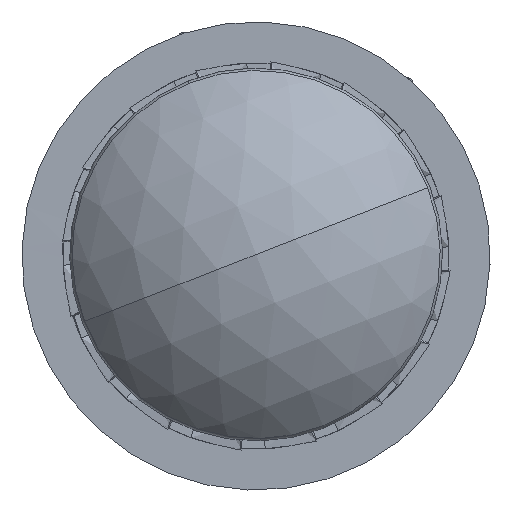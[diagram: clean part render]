
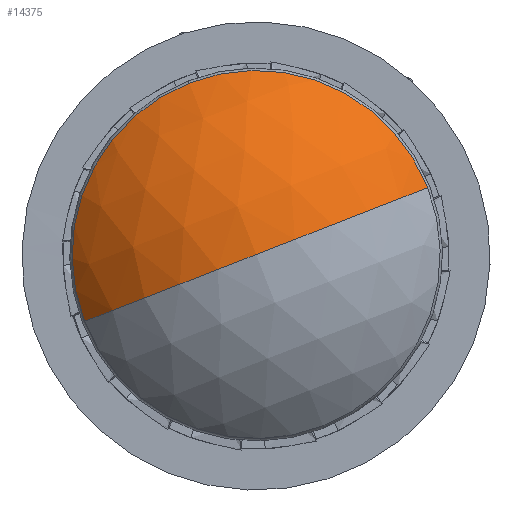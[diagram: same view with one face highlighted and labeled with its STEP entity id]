
A CAD part, front view. The second image highlights one B-rep face of the part: STEP entity #14375.
In plain terms, the highlighted spherical face has radius 5.715 mm.
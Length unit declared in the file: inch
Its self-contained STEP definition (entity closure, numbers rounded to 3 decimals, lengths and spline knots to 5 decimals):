
#1077 = AXIS2_PLACEMENT_3D ( 'NONE', #3544, #12059, #4776 ) ;
#1098 = EDGE_CURVE ( 'NONE', #8165, #3408, #12373, .T. ) ;
#1211 = ORIENTED_EDGE ( 'NONE', *, *, #5541, .F. ) ;
#2525 = VERTEX_POINT ( 'NONE', #12531 ) ;
#2657 = EDGE_CURVE ( 'NONE', #8646, #3408, #8544, .T. ) ;
#2979 = AXIS2_PLACEMENT_3D ( 'NONE', #5986, #10894, #7415 ) ;
#3125 = CARTESIAN_POINT ( 'NONE',  ( 0., 0., 0. ) ) ;
#3408 = VERTEX_POINT ( 'NONE', #14775 ) ;
#3544 = CARTESIAN_POINT ( 'NONE',  ( -0.14765, 0., 0. ) ) ;
#3604 = EDGE_LOOP ( 'NONE', ( #12450, #8062, #11200, #1211 ) ) ;
#3876 = AXIS2_PLACEMENT_3D ( 'NONE', #12025, #4748, #13248 ) ;
#4344 = DIRECTION ( 'NONE',  ( 0., 1., 0. ) ) ;
#4420 = DIRECTION ( 'NONE',  ( 0., 0., 1. ) ) ;
#4748 = DIRECTION ( 'NONE',  ( 1., 0., 0. ) ) ;
#4776 = DIRECTION ( 'NONE',  ( 0., 0., -1. ) ) ;
#5351 = EDGE_CURVE ( 'NONE', #8646, #2525, #10025, .T. ) ;
#5541 = EDGE_CURVE ( 'NONE', #2525, #8165, #6002, .T. ) ;
#5986 = CARTESIAN_POINT ( 'NONE',  ( 0., 0., 0. ) ) ;
#6002 = CIRCLE ( 'NONE', #3876, 0.16978 ) ;
#7415 = DIRECTION ( 'NONE',  ( 0., 1., 0. ) ) ;
#8062 = ORIENTED_EDGE ( 'NONE', *, *, #2657, .T. ) ;
#8070 = SPHERICAL_SURFACE ( 'NONE', #2979, 0.225 ) ;
#8165 = VERTEX_POINT ( 'NONE', #9018 ) ;
#8544 = CIRCLE ( 'NONE', #12609, 0.225 ) ;
#8646 = VERTEX_POINT ( 'NONE', #8786 ) ;
#8786 = CARTESIAN_POINT ( 'NONE',  ( -0.225, 0., 0. ) ) ;
#9018 = CARTESIAN_POINT ( 'NONE',  ( -0.14765, 0., 0.16978 ) ) ;
#9895 = AXIS2_PLACEMENT_3D ( 'NONE', #3125, #11623, #4344 ) ;
#10025 = CIRCLE ( 'NONE', #9895, 0.225 ) ;
#10894 = DIRECTION ( 'NONE',  ( 0., 0., 1. ) ) ;
#11200 = ORIENTED_EDGE ( 'NONE', *, *, #1098, .F. ) ;
#11324 = FACE_OUTER_BOUND ( 'NONE', #3604, .T. ) ;
#11623 = DIRECTION ( 'NONE',  ( 0., 0., -1. ) ) ;
#11720 = CARTESIAN_POINT ( 'NONE',  ( 0., 0., 0. ) ) ;
#12025 = CARTESIAN_POINT ( 'NONE',  ( -0.14765, 0., 0. ) ) ;
#12059 = DIRECTION ( 'NONE',  ( 1., 0., 0. ) ) ;
#12373 = CIRCLE ( 'NONE', #1077, 0.16978 ) ;
#12450 = ORIENTED_EDGE ( 'NONE', *, *, #5351, .F. ) ;
#12531 = CARTESIAN_POINT ( 'NONE',  ( -0.14765, 0.16978, 0. ) ) ;
#12609 = AXIS2_PLACEMENT_3D ( 'NONE', #11720, #4420, #12941 ) ;
#12941 = DIRECTION ( 'NONE',  ( 0., -1., 0. ) ) ;
#13248 = DIRECTION ( 'NONE',  ( 0., 0., -1. ) ) ;
#14375 = ADVANCED_FACE ( 'NONE', ( #11324 ), #8070, .T. ) ;
#14775 = CARTESIAN_POINT ( 'NONE',  ( -0.14765, -0.16978, 0. ) ) ;
